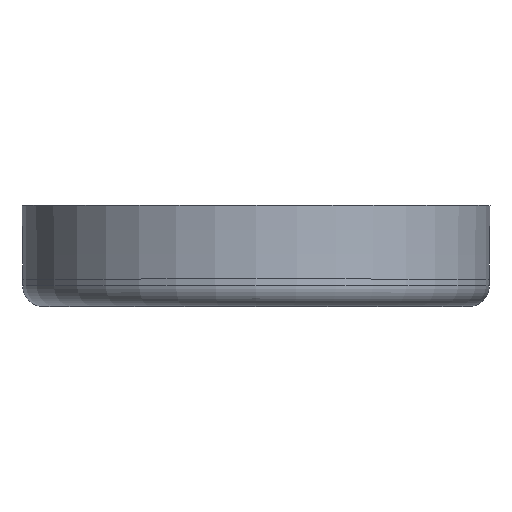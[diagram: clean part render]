
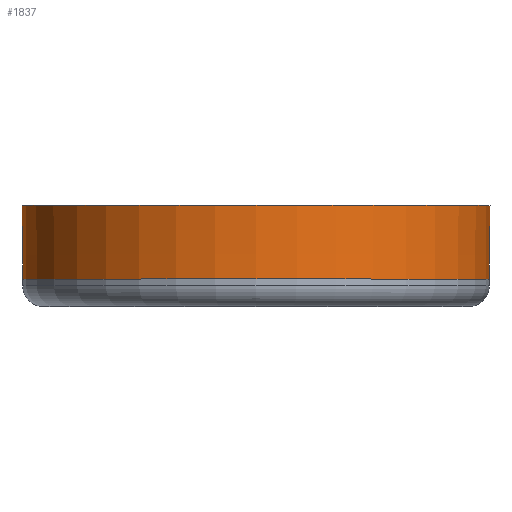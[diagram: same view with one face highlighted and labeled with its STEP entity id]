
A CAD part, top view. The second image highlights one B-rep face of the part: STEP entity #1837.
In plain terms, the highlighted toroidal (fillet/blend) face has major radius 5318.98 mm and minor radius 5000 mm.
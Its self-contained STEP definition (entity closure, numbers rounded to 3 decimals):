
#9 = EDGE_CURVE ( 'NONE', #426, #419, #2398, .T. ) ;
#18 = EDGE_CURVE ( 'NONE', #428, #419, #2346, .T. ) ;
#48 = EDGE_CURVE ( 'NONE', #444, #428, #2794, .T. ) ;
#64 = EDGE_CURVE ( 'NONE', #444, #426, #2771, .T. ) ;
#347 = DIRECTION ( 'NONE',  ( -1., 0., 0. ) ) ;
#348 = DIRECTION ( 'NONE',  ( 0., 1., 0. ) ) ;
#349 = CARTESIAN_POINT ( 'NONE',  ( 0., 25.097, 0. ) ) ;
#373 = DIRECTION ( 'NONE',  ( 0., 0., 1. ) ) ;
#379 = DIRECTION ( 'NONE',  ( 1., 0., 0. ) ) ;
#384 = CARTESIAN_POINT ( 'NONE',  ( 5318.982, 25.097, 0. ) ) ;
#419 = VERTEX_POINT ( 'NONE', #946 ) ;
#426 = VERTEX_POINT ( 'NONE', #937 ) ;
#428 = VERTEX_POINT ( 'NONE', #935 ) ;
#444 = VERTEX_POINT ( 'NONE', #916 ) ;
#766 = DIRECTION ( 'NONE',  ( -1., 0., 0. ) ) ;
#769 = CARTESIAN_POINT ( 'NONE',  ( 0., 25.097, 0. ) ) ;
#770 = DIRECTION ( 'NONE',  ( 0., 1., 0. ) ) ;
#904 = DIRECTION ( 'NONE',  ( -1., 0., 0. ) ) ;
#916 = CARTESIAN_POINT ( 'NONE',  ( -320., 126., 0. ) ) ;
#925 = DIRECTION ( 'NONE',  ( 0., 0., -1. ) ) ;
#935 = CARTESIAN_POINT ( 'NONE',  ( -318.982, 25.097, 0. ) ) ;
#937 = CARTESIAN_POINT ( 'NONE',  ( 320., 126., 0. ) ) ;
#946 = CARTESIAN_POINT ( 'NONE',  ( 318.982, 25.097, 0. ) ) ;
#1323 = CARTESIAN_POINT ( 'NONE',  ( -5318.982, 25.097, 0. ) ) ;
#1381 = CARTESIAN_POINT ( 'NONE',  ( 0., 126., 0. ) ) ;
#1561 = DIRECTION ( 'NONE',  ( -1., 0., 0. ) ) ;
#1562 = DIRECTION ( 'NONE',  ( 0., 1., 0. ) ) ;
#1624 = AXIS2_PLACEMENT_3D ( 'NONE', #769, #770, #766 ) ;
#1757 = AXIS2_PLACEMENT_3D ( 'NONE', #1381, #1562, #1561 ) ;
#1765 = AXIS2_PLACEMENT_3D ( 'NONE', #1323, #925, #904 ) ;
#1792 = AXIS2_PLACEMENT_3D ( 'NONE', #349, #348, #347 ) ;
#1794 = AXIS2_PLACEMENT_3D ( 'NONE', #384, #373, #379 ) ;
#1837 = ADVANCED_FACE ( 'NONE', ( #2634 ), #2620, .F. ) ;
#2045 = ORIENTED_EDGE ( 'NONE', *, *, #9, .F. ) ;
#2046 = ORIENTED_EDGE ( 'NONE', *, *, #64, .F. ) ;
#2047 = ORIENTED_EDGE ( 'NONE', *, *, #18, .T. ) ;
#2061 = ORIENTED_EDGE ( 'NONE', *, *, #48, .T. ) ;
#2346 = CIRCLE ( 'NONE', #1792, 318.982 ) ;
#2398 = CIRCLE ( 'NONE', #1794, 5000. ) ;
#2441 = EDGE_LOOP ( 'NONE', ( #2061, #2047, #2045, #2046 ) ) ;
#2620 = TOROIDAL_SURFACE ( 'NONE', #1624, 5318.982, 5000. ) ;
#2634 = FACE_OUTER_BOUND ( 'NONE', #2441, .T. ) ;
#2771 = CIRCLE ( 'NONE', #1757, 320. ) ;
#2794 = CIRCLE ( 'NONE', #1765, 5000. ) ;
